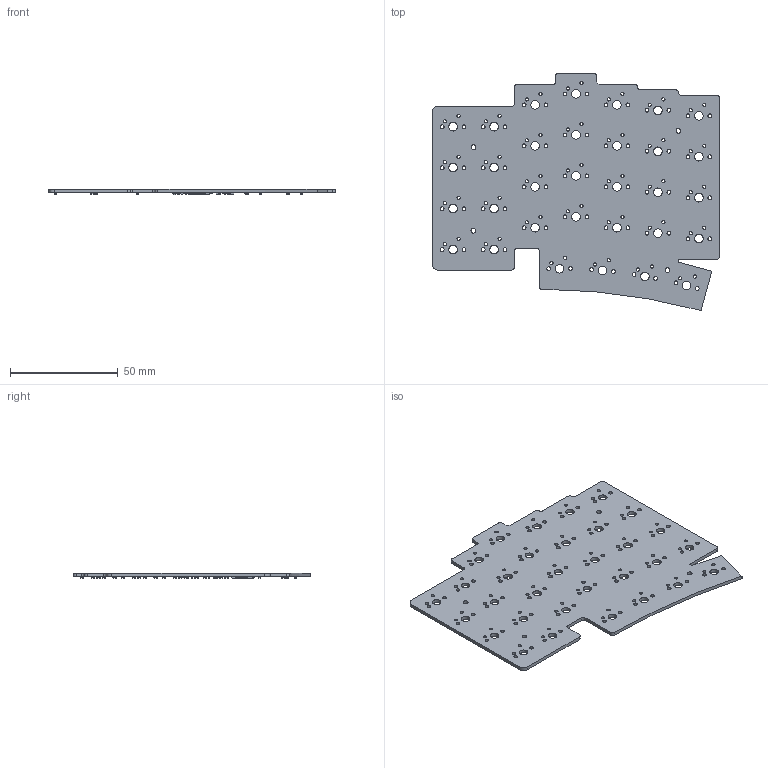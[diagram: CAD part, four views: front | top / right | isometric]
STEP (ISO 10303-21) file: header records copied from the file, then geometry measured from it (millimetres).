
FILE_DESCRIPTION(('KiCad electronic assembly'),'2;1');
FILE_NAME('rev2-left.step','2024-07-09T21:16:26',('Pcbnew'),('Kicad'), 'Open CASCADE STEP processor 7.7','KiCad to STEP converter','Unknown' );
FILE_SCHEMA(('AUTOMOTIVE_DESIGN { 1 0 10303 214 1 1 1 1 }'));
Length unit declared in the file: millimetre
Products named in the file (14): rev2-left 1; D_0603_1608Metric; D_0603; R_0603_1608Metric; C_0603_1608Metric; TQFP-44_10x10mm_P0.8mm; TQFP_44_10x10mm_P08mm; Crystal_SMD_Abracon_ABM8G-4Pin_3.2x2.5mm; LED_0603_1608Metric; rev2-left_PCB
Assembly tree (57 placements, depth 3):
  rev2-left 1
    D_0603_1608Metric  x32
      D_0603
    R_0603_1608Metric  x6
      R_0603_1608Metric
    C_0603_1608Metric  x8
      C_0603_1608Metric
    TQFP-44_10x10mm_P0.8mm
      TQFP_44_10x10mm_P08mm
    Crystal_SMD_Abracon_ABM8G-4Pin_3.2x2.5mm
      Crystal_SMD_Abracon_ABM8G-4Pin_3.2x2.5mm
    LED_0603_1608Metric  x2
      LED_0603_1608Metric
    rev2-left_PCB
Bounding box: 133.35 x 110.25 x 2.75 mm (x, y, z)
Volume: 18010.4 mm3; surface area: 25483.5 mm2
Topology: 51 solids, 51 shells, 2665 faces, 7282 edges, 4772 vertices
Faces by surface type: plane 1610, cylinder 979, bspline 76
Full cylindrical faces by diameter (mm): 0.5 x1, 1.5 x64, 1.75 x64, 2.2 x4, 4 x32
Entity records: 43846 total; most frequent: CARTESIAN_POINT 8812, ORIENTED_EDGE 5914, DIRECTION 5835, EDGE_CURVE 2957, LINE 2075, VECTOR 2075, VERTEX_POINT 1898, AXIS2_PLACEMENT_3D 1880
